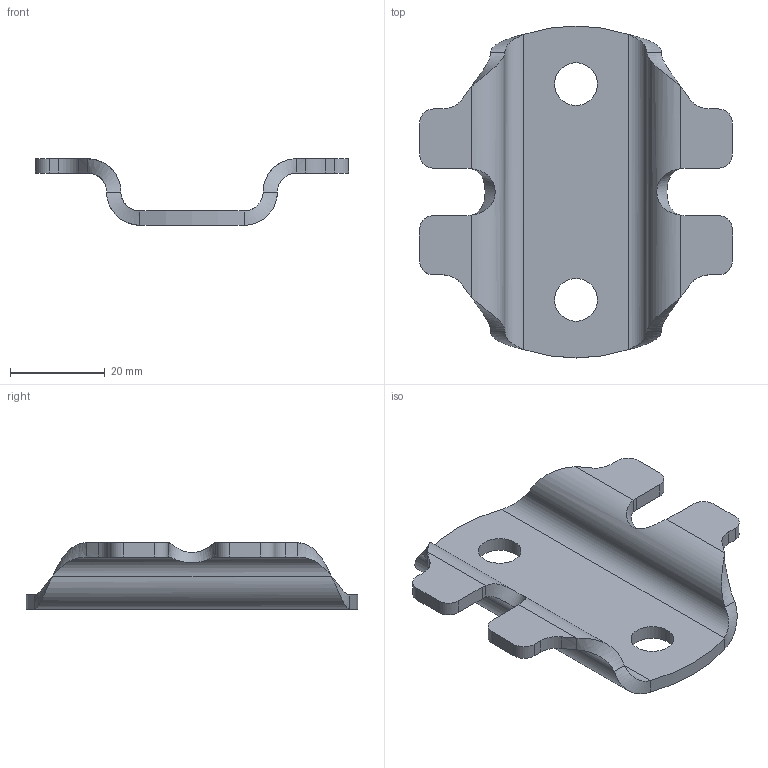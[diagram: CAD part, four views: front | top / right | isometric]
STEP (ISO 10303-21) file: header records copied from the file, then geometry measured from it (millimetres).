
FILE_DESCRIPTION(/* description */ ('Désignation 1'),/* implementation_level */ '2;1');
FILE_NAME(/* name */ 'Sécu direction-version tôle.stp',/* time_stamp */ '2023-10-19T10:19:34+02:00',/* author */ ('PERICHON'),/* organization */ ('STANDARD ALSTEF'),/* preprocessor_version */ 'ST-DEVELOPER v18.1',/* originating_system */ 'Autodesk Inventor 2021',/* authorisation */ '');
FILE_SCHEMA (('AUTOMOTIVE_DESIGN { 1 0 10303 214 3 1 1 }'));
Length unit declared in the file: millimetre
Products named in the file (1): Sécu direction-version tôle
Bounding box: 66 x 70 x 14 mm (x, y, z)
Volume: 11673.1 mm3; surface area: 8827.8 mm2
Topology: 1 solids, 1 shells, 64 faces, 170 edges, 108 vertices
Faces by surface type: cylinder 32, plane 22, bspline 10
Full cylindrical faces by diameter (mm): 9 x2
Entity records: 3969 total; most frequent: CARTESIAN_POINT 2359, ORIENTED_EDGE 340, DIRECTION 308, EDGE_CURVE 170, VERTEX_POINT 108, AXIS2_PLACEMENT_3D 103, LINE 102, VECTOR 102
